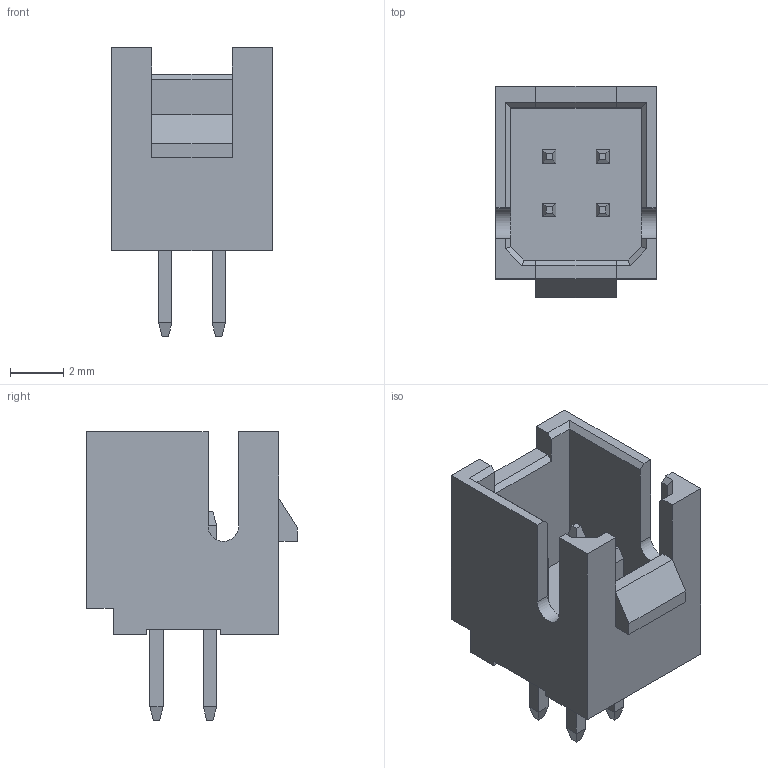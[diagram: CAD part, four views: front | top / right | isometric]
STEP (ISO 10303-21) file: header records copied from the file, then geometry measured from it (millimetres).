
FILE_DESCRIPTION((''),'2;1');
FILE_NAME('FWF20012-4P','2019-01-08T',('gongcheng6'),(''),'PRO/ENGINEER BY PARAMETRIC TECHNOLOGY CORPORATION, 2010280','PRO/ENGINEER BY PARAMETRIC TECHNOLOGY CORPORATION, 2010280','');
FILE_SCHEMA(('CONFIG_CONTROL_DESIGN'));
Length unit declared in the file: millimetre
Products named in the file (1): FWF20012-4P
Bounding box: 6 x 7.9 x 10.8 mm (x, y, z)
Volume: 148 mm3; surface area: 434 mm2
Topology: 1 solids, 1 shells, 123 faces, 297 edges, 184 vertices
Faces by surface type: plane 121, cylinder 2
Entity records: 3497 total; most frequent: CARTESIAN_POINT 604, ORIENTED_EDGE 594, DIRECTION 547, EDGE_CURVE 297, VECTOR 293, LINE 293, VERTEX_POINT 184, EDGE_LOOP 131
